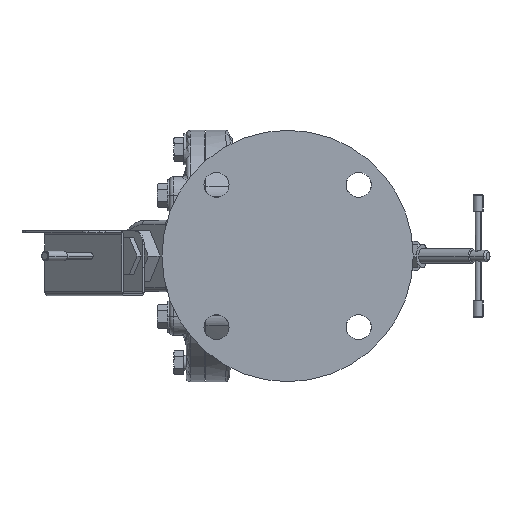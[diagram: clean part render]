
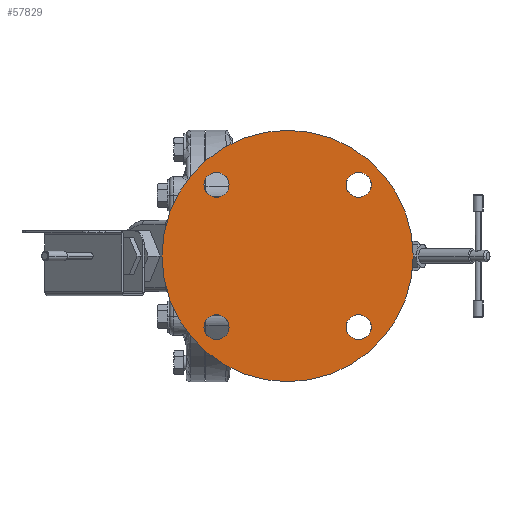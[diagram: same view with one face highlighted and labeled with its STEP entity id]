
A CAD part, left-side view. The second image highlights one B-rep face of the part: STEP entity #57829.
In plain terms, the highlighted planar face has unit normal (-1, 0, 0).
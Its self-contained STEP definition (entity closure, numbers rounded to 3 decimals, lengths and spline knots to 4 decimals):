
#16941=CARTESIAN_POINT('',(-4.75,0.,0.));
#16942=DIRECTION('',(1.,0.,0.));
#16943=DIRECTION('',(0.,-1.,0.));
#16944=AXIS2_PLACEMENT_3D('',#16941,#16942,#16943);
#16959=CARTESIAN_POINT('',(-4.75,2.1213,-2.1213));
#16960=DIRECTION('',(1.,0.,0.));
#16961=DIRECTION('',(0.,0.,-1.));
#16962=AXIS2_PLACEMENT_3D('',#16959,#16960,#16961);
#16964=CARTESIAN_POINT('',(-4.75,2.1213,-2.1213));
#16965=DIRECTION('',(1.,0.,0.));
#16966=DIRECTION('',(0.,0.,1.));
#16967=AXIS2_PLACEMENT_3D('',#16964,#16965,#16966);
#16969=CARTESIAN_POINT('',(-4.75,2.1213,2.1213));
#16970=DIRECTION('',(1.,0.,0.));
#16971=DIRECTION('',(0.,0.,-1.));
#16972=AXIS2_PLACEMENT_3D('',#16969,#16970,#16971);
#16974=CARTESIAN_POINT('',(-4.75,2.1213,2.1213));
#16975=DIRECTION('',(1.,0.,0.));
#16976=DIRECTION('',(0.,0.,1.));
#16977=AXIS2_PLACEMENT_3D('',#16974,#16975,#16976);
#16979=CARTESIAN_POINT('',(-4.75,-2.1213,2.1213));
#16980=DIRECTION('',(1.,0.,0.));
#16981=DIRECTION('',(0.,0.,-1.));
#16982=AXIS2_PLACEMENT_3D('',#16979,#16980,#16981);
#16984=CARTESIAN_POINT('',(-4.75,-2.1213,2.1213));
#16985=DIRECTION('',(1.,0.,0.));
#16986=DIRECTION('',(0.,0.,1.));
#16987=AXIS2_PLACEMENT_3D('',#16984,#16985,#16986);
#16989=CARTESIAN_POINT('',(-4.75,-2.1213,-2.1213));
#16990=DIRECTION('',(1.,0.,0.));
#16991=DIRECTION('',(0.,0.,-1.));
#16992=AXIS2_PLACEMENT_3D('',#16989,#16990,#16991);
#16994=CARTESIAN_POINT('',(-4.75,-2.1213,-2.1213));
#16995=DIRECTION('',(1.,0.,0.));
#16996=DIRECTION('',(0.,0.,1.));
#16997=AXIS2_PLACEMENT_3D('',#16994,#16995,#16996);
#16999=CARTESIAN_POINT('',(-4.75,0.,0.));
#17000=DIRECTION('',(1.,0.,0.));
#17001=DIRECTION('',(0.,1.,0.));
#17002=AXIS2_PLACEMENT_3D('',#16999,#17000,#17001);
#26414=CARTESIAN_POINT('',(-4.75,3.75,0.));
#26415=CARTESIAN_POINT('',(-4.75,-3.75,0.));
#26416=VERTEX_POINT('',#26414);
#26417=VERTEX_POINT('',#26415);
#28302=CARTESIAN_POINT('',(-4.75,2.1213,-2.4963));
#28304=VERTEX_POINT('',#28302);
#28306=CARTESIAN_POINT('',(-4.75,2.1213,-1.7463));
#28308=VERTEX_POINT('',#28306);
#28310=CARTESIAN_POINT('',(-4.75,2.1213,1.7463));
#28312=VERTEX_POINT('',#28310);
#28314=CARTESIAN_POINT('',(-4.75,2.1213,2.4963));
#28316=VERTEX_POINT('',#28314);
#28318=CARTESIAN_POINT('',(-4.75,-2.1213,1.7463));
#28320=VERTEX_POINT('',#28318);
#28322=CARTESIAN_POINT('',(-4.75,-2.1213,2.4963));
#28324=VERTEX_POINT('',#28322);
#28326=CARTESIAN_POINT('',(-4.75,-2.1213,-2.4963));
#28328=VERTEX_POINT('',#28326);
#28330=CARTESIAN_POINT('',(-4.75,-2.1213,-1.7463));
#28332=VERTEX_POINT('',#28330);
#57795=CARTESIAN_POINT('',(-4.75,-3.75,4.));
#57796=DIRECTION('',(1.,0.,0.));
#57797=DIRECTION('',(0.,1.,0.));
#57798=AXIS2_PLACEMENT_3D('',#57795,#57796,#57797);
#57799=PLANE('',#57798);
#57801=ORIENTED_EDGE('',*,*,#57800,.T.);
#57802=ORIENTED_EDGE('',*,*,#57785,.T.);
#57803=EDGE_LOOP('',(#57801,#57802));
#57804=FACE_OUTER_BOUND('',#57803,.F.);
#57806=ORIENTED_EDGE('',*,*,#57805,.F.);
#57808=ORIENTED_EDGE('',*,*,#57807,.F.);
#57809=EDGE_LOOP('',(#57806,#57808));
#57810=FACE_BOUND('',#57809,.F.);
#57812=ORIENTED_EDGE('',*,*,#57811,.F.);
#57814=ORIENTED_EDGE('',*,*,#57813,.F.);
#57815=EDGE_LOOP('',(#57812,#57814));
#57816=FACE_BOUND('',#57815,.F.);
#57818=ORIENTED_EDGE('',*,*,#57817,.F.);
#57820=ORIENTED_EDGE('',*,*,#57819,.F.);
#57821=EDGE_LOOP('',(#57818,#57820));
#57822=FACE_BOUND('',#57821,.F.);
#57824=ORIENTED_EDGE('',*,*,#57823,.F.);
#57826=ORIENTED_EDGE('',*,*,#57825,.F.);
#57827=EDGE_LOOP('',(#57824,#57826));
#57828=FACE_BOUND('',#57827,.F.);
#57829=ADVANCED_FACE('',(#57804,#57810,#57816,#57822,#57828),#57799,.F.);
#16945=CIRCLE('',#16944,3.75);
#16963=CIRCLE('',#16962,0.375);
#16968=CIRCLE('',#16967,0.375);
#16973=CIRCLE('',#16972,0.375);
#16978=CIRCLE('',#16977,0.375);
#16983=CIRCLE('',#16982,0.375);
#16988=CIRCLE('',#16987,0.375);
#16993=CIRCLE('',#16992,0.375);
#16998=CIRCLE('',#16997,0.375);
#17003=CIRCLE('',#17002,3.75);
#57785=EDGE_CURVE('',#26417,#26416,#16945,.T.);
#57800=EDGE_CURVE('',#26416,#26417,#17003,.T.);
#57805=EDGE_CURVE('',#28304,#28308,#16963,.T.);
#57807=EDGE_CURVE('',#28308,#28304,#16968,.T.);
#57811=EDGE_CURVE('',#28312,#28316,#16973,.T.);
#57813=EDGE_CURVE('',#28316,#28312,#16978,.T.);
#57817=EDGE_CURVE('',#28320,#28324,#16983,.T.);
#57819=EDGE_CURVE('',#28324,#28320,#16988,.T.);
#57823=EDGE_CURVE('',#28328,#28332,#16993,.T.);
#57825=EDGE_CURVE('',#28332,#28328,#16998,.T.);
